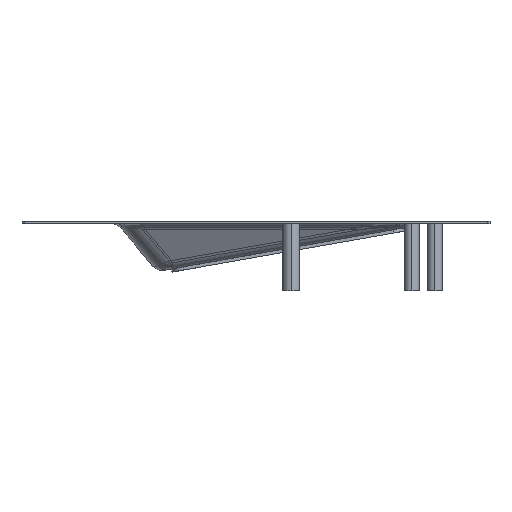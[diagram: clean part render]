
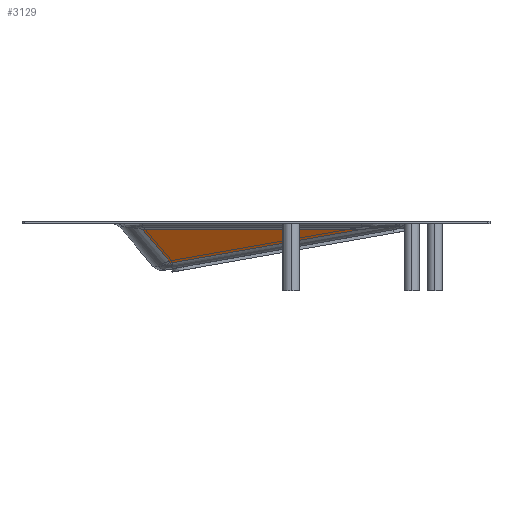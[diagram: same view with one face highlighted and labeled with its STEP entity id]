
A CAD part, left-side view. The second image highlights one B-rep face of the part: STEP entity #3129.
In plain terms, the highlighted planar face has unit normal (-0.866, 0, -0.5).
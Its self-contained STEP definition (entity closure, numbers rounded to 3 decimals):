
#62 = LINE ( 'NONE', #1068, #4828 ) ;
#125 = DIRECTION ( 'NONE',  ( 0.404, -0.588, -0.701 ) ) ;
#142 = ORIENTED_EDGE ( 'NONE', *, *, #5274, .T. ) ;
#238 = EDGE_CURVE ( 'NONE', #3470, #4942, #62, .T. ) ;
#624 = LINE ( 'NONE', #1140, #2156 ) ;
#1068 = CARTESIAN_POINT ( 'NONE',  ( 330.233, 142.752, -131.613 ) ) ;
#1140 = CARTESIAN_POINT ( 'NONE',  ( 234.675, -56.588, 33.9 ) ) ;
#1151 = FACE_OUTER_BOUND ( 'NONE', #5424, .T. ) ;
#1304 = EDGE_CURVE ( 'NONE', #4942, #5720, #624, .T. ) ;
#1478 = DIRECTION ( 'NONE',  ( 0.866, 0., 0.5 ) ) ;
#2156 = VECTOR ( 'NONE', #4721, 1000. ) ;
#2263 = CARTESIAN_POINT ( 'NONE',  ( 256.267, 250.251, -3.5 ) ) ;
#2674 = VECTOR ( 'NONE', #4809, 1000. ) ;
#2709 = CARTESIAN_POINT ( 'NONE',  ( 256.267, 155.516, -3.5 ) ) ;
#3129 = ADVANCED_FACE ( 'NONE', ( #1151 ), #3226, .F. ) ;
#3226 = PLANE ( 'NONE',  #5555 ) ;
#3297 = CARTESIAN_POINT ( 'NONE',  ( 254.824, -64.793, -1. ) ) ;
#3470 = VERTEX_POINT ( 'NONE', #2263 ) ;
#3855 = LINE ( 'NONE', #4884, #2674 ) ;
#4152 = DIRECTION ( 'NONE',  ( 0.5, 0., -0.866 ) ) ;
#4721 = DIRECTION ( 'NONE',  ( -0.1, -0.98, 0.173 ) ) ;
#4809 = DIRECTION ( 'NONE',  ( 0., 1., 0. ) ) ;
#4828 = VECTOR ( 'NONE', #125, 1000. ) ;
#4868 = ORIENTED_EDGE ( 'NONE', *, *, #1304, .T. ) ;
#4884 = CARTESIAN_POINT ( 'NONE',  ( 256.267, 252.349, -3.5 ) ) ;
#4942 = VERTEX_POINT ( 'NONE', #5710 ) ;
#5274 = EDGE_CURVE ( 'NONE', #5720, #3470, #3855, .T. ) ;
#5424 = EDGE_LOOP ( 'NONE', ( #4868, #142, #5798 ) ) ;
#5555 = AXIS2_PLACEMENT_3D ( 'NONE', #3297, #1478, #4152 ) ;
#5710 = CARTESIAN_POINT ( 'NONE',  ( 264.669, 238.041, -18.051 ) ) ;
#5720 = VERTEX_POINT ( 'NONE', #2709 ) ;
#5798 = ORIENTED_EDGE ( 'NONE', *, *, #238, .T. ) ;
